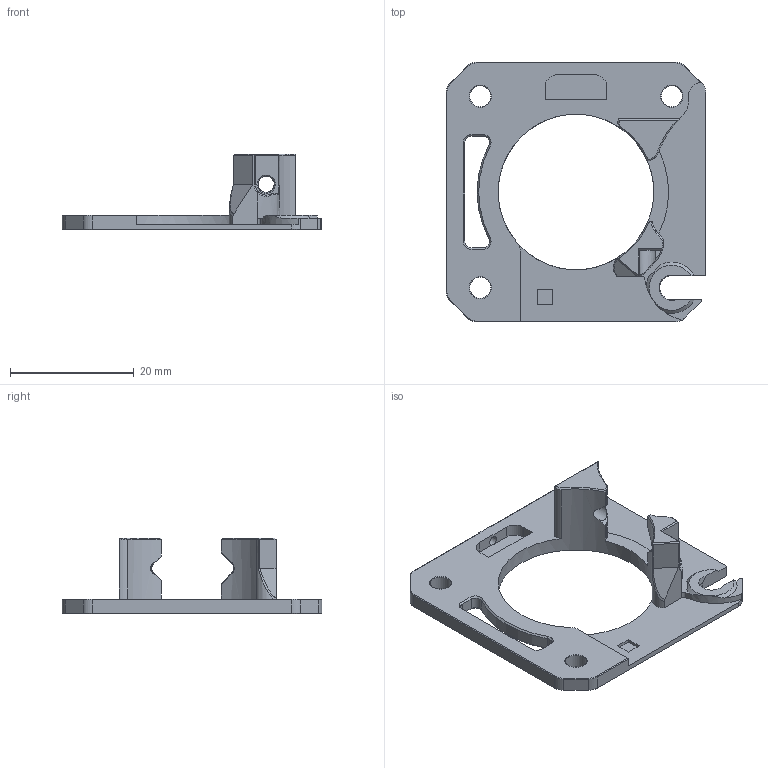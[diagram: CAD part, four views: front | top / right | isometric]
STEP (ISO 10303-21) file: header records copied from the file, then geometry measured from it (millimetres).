
FILE_DESCRIPTION(/* description */ (''),/* implementation_level */ '2;1');
FILE_NAME(/* name */ 'extruder-main-plate-xl.stp',/* time_stamp */ '2023-12-19T11:26:35+01:00',/* author */ ('Dominik Tebich'),/* organization */ (''),/* preprocessor_version */ 'ST-DEVELOPER v19.2',/* originating_system */ 'Autodesk Inventor 2023',/* authorisation */ '');
FILE_SCHEMA (('AUTOMOTIVE_DESIGN { 1 0 10303 214 3 1 1 }'));
Length unit declared in the file: millimetre
Products named in the file (1): extruder-main-plate-xl_F1
Bounding box: 42 x 42 x 12.3 mm (x, y, z)
Volume: 2821.7 mm3; surface area: 3600.9 mm2
Topology: 1 solids, 1 shells, 194 faces, 509 edges, 315 vertices
Faces by surface type: plane 93, cone 42, cylinder 41, bspline 16, torus 2
Full cylindrical faces by diameter (mm): 1.5 x1, 2.6 x1, 2.7 x1, 3.4 x3, 25.2 x1
Entity records: 6518 total; most frequent: CARTESIAN_POINT 1779, ORIENTED_EDGE 1018, DIRECTION 935, EDGE_CURVE 509, AXIS2_PLACEMENT_3D 327, VERTEX_POINT 315, LINE 281, VECTOR 281
